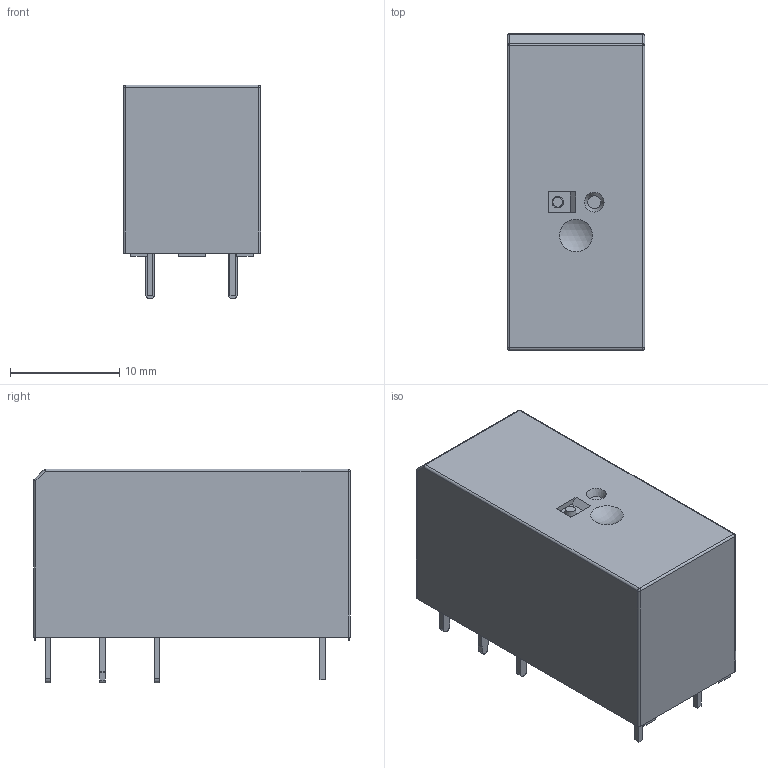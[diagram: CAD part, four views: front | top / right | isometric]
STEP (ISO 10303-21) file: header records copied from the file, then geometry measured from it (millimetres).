
FILE_DESCRIPTION(/* description */ (''),/* implementation_level */ '2;1');
FILE_NAME(/* name */ '3d_HR301CA110.stp',/* time_stamp */ '2018-11-13T08:10:17+01:00',/* author */ ('Andrzej'),/* organization */ (''),/* preprocessor_version */ 'ST-DEVELOPER v16.13',/* originating_system */ 'AutoCAD Mechanical',/* authorisation */ '');
FILE_SCHEMA (('AUTOMOTIVE_DESIGN { 1 0 10303 214 3 1 1 }'));
Length unit declared in the file: millimetre
Products named in the file (1): Product
Bounding box: 12.6 x 29 x 19.6 mm (x, y, z)
Volume: 5626.7 mm3; surface area: 2082.9 mm2
Topology: 1 solids, 2 shells, 104 faces, 245 edges, 156 vertices
Faces by surface type: plane 71, cylinder 23, sphere 7, cone 3
Entity records: 2905 total; most frequent: DIRECTION 498, CARTESIAN_POINT 493, ORIENTED_EDGE 470, EDGE_CURVE 235, LINE 182, VECTOR 182, AXIS2_PLACEMENT_3D 158, VERTEX_POINT 153
